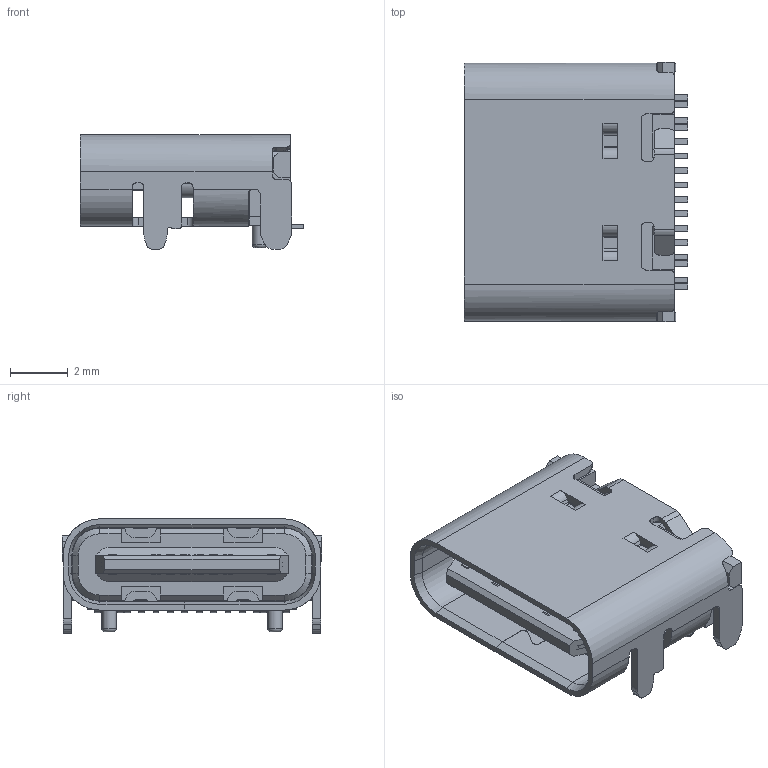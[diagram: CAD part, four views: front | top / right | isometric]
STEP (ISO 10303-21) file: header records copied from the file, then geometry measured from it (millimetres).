
FILE_DESCRIPTION(/* description */ (''),/* implementation_level */ '2;1');
FILE_NAME(/* name */ 'type-c-20201110.stp',/* time_stamp */ '2020-11-10T13:47:16+08:00',/* author */ (''),/* organization */ (''),/* preprocessor_version */ 'ST-DEVELOPER v14',/* originating_system */ 'SIEMENS PLM Software NX 8.0',/* authorisation */ '');
FILE_SCHEMA (('AUTOMOTIVE_DESIGN { 1 0 10303 214 3 1 1 1 }'));
Length unit declared in the file: millimetre
Products named in the file (1): type-c-20201110
Bounding box: 7.73 x 9 x 3.96 mm (x, y, z)
Volume: 120.4 mm3; surface area: 548.8 mm2
Topology: 3 solids, 3 shells, 591 faces, 1738 edges, 1144 vertices
Faces by surface type: plane 376, cylinder 171, bspline 22, cone 20, torus 2
Full cylindrical faces by diameter (mm): 0.5 x2
Entity records: 23164 total; most frequent: CARTESIAN_POINT 4251, ORIENTED_EDGE 3468, DIRECTION 3159, EDGE_CURVE 1734, LINE 1311, VECTOR 1311, VERTEX_POINT 1144, AXIS2_PLACEMENT_3D 924
